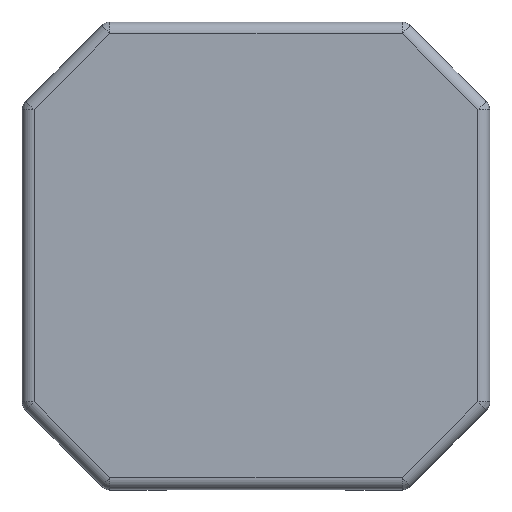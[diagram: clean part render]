
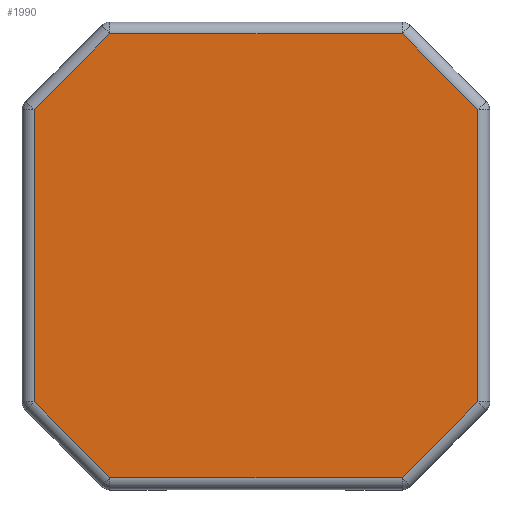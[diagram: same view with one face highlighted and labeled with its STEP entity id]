
A CAD part, top view. The second image highlights one B-rep face of the part: STEP entity #1990.
In plain terms, the highlighted planar face has unit normal (0, 0, 1).
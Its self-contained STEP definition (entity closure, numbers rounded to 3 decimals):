
#48 = ORIENTED_EDGE ( 'NONE', *, *, #1800, .T. ) ;
#57 = LINE ( 'NONE', #1766, #2415 ) ;
#104 = LINE ( 'NONE', #558, #2167 ) ;
#124 = PLANE ( 'NONE',  #556 ) ;
#181 = DIRECTION ( 'NONE',  ( -0.707, 0.707, 0. ) ) ;
#188 = VERTEX_POINT ( 'NONE', #2301 ) ;
#194 = VECTOR ( 'NONE', #2367, 1000. ) ;
#198 = CARTESIAN_POINT ( 'NONE',  ( 1.875, -1.234, 1.8 ) ) ;
#244 = VERTEX_POINT ( 'NONE', #634 ) ;
#288 = EDGE_LOOP ( 'NONE', ( #2630, #48, #1823, #1265, #2151, #2606, #291, #1534 ) ) ;
#291 = ORIENTED_EDGE ( 'NONE', *, *, #1984, .F. ) ;
#302 = DIRECTION ( 'NONE',  ( 0., 1., 0. ) ) ;
#310 = EDGE_CURVE ( 'NONE', #1434, #244, #390, .T. ) ;
#358 = DIRECTION ( 'NONE',  ( -0.707, -0.707, 0. ) ) ;
#390 = LINE ( 'NONE', #1811, #928 ) ;
#391 = CARTESIAN_POINT ( 'NONE',  ( 1.875, 1.234, 1.8 ) ) ;
#556 = AXIS2_PLACEMENT_3D ( 'NONE', #2948, #1515, #2222 ) ;
#558 = CARTESIAN_POINT ( 'NONE',  ( 1.634, 1.875, 1.8 ) ) ;
#571 = LINE ( 'NONE', #2784, #992 ) ;
#607 = CARTESIAN_POINT ( 'NONE',  ( -1.234, 1.875, 1.8 ) ) ;
#634 = CARTESIAN_POINT ( 'NONE',  ( -1.875, -1.234, 1.8 ) ) ;
#640 = VERTEX_POINT ( 'NONE', #198 ) ;
#738 = CARTESIAN_POINT ( 'NONE',  ( -1.234, 1.875, 1.8 ) ) ;
#779 = CARTESIAN_POINT ( 'NONE',  ( 1.875, -1.634, 1.8 ) ) ;
#794 = CARTESIAN_POINT ( 'NONE',  ( -1.234, -1.875, 1.8 ) ) ;
#815 = DIRECTION ( 'NONE',  ( 0., -1., 0. ) ) ;
#830 = LINE ( 'NONE', #738, #194 ) ;
#928 = VECTOR ( 'NONE', #181, 1000. ) ;
#945 = FACE_OUTER_BOUND ( 'NONE', #288, .T. ) ;
#992 = VECTOR ( 'NONE', #1369, 1000. ) ;
#1016 = EDGE_CURVE ( 'NONE', #188, #2566, #1745, .T. ) ;
#1078 = CARTESIAN_POINT ( 'NONE',  ( -1.875, 1.234, 1.8 ) ) ;
#1238 = VERTEX_POINT ( 'NONE', #1078 ) ;
#1265 = ORIENTED_EDGE ( 'NONE', *, *, #310, .F. ) ;
#1369 = DIRECTION ( 'NONE',  ( -1., 0., 0. ) ) ;
#1371 = CARTESIAN_POINT ( 'NONE',  ( 2.158, 0.951, 1.8 ) ) ;
#1405 = EDGE_CURVE ( 'NONE', #244, #1238, #2294, .T. ) ;
#1434 = VERTEX_POINT ( 'NONE', #794 ) ;
#1515 = DIRECTION ( 'NONE',  ( 0., 0., 1. ) ) ;
#1534 = ORIENTED_EDGE ( 'NONE', *, *, #1016, .F. ) ;
#1556 = EDGE_CURVE ( 'NONE', #2478, #1434, #571, .T. ) ;
#1745 = LINE ( 'NONE', #1371, #3045 ) ;
#1766 = CARTESIAN_POINT ( 'NONE',  ( 0.951, -2.158, 1.8 ) ) ;
#1800 = EDGE_CURVE ( 'NONE', #2082, #1238, #830, .T. ) ;
#1811 = CARTESIAN_POINT ( 'NONE',  ( -2.158, -0.951, 1.8 ) ) ;
#1823 = ORIENTED_EDGE ( 'NONE', *, *, #1405, .F. ) ;
#1851 = LINE ( 'NONE', #779, #2559 ) ;
#1855 = VECTOR ( 'NONE', #302, 1000. ) ;
#1984 = EDGE_CURVE ( 'NONE', #2566, #640, #1851, .T. ) ;
#1990 = ADVANCED_FACE ( 'NONE', ( #945 ), #124, .T. ) ;
#2001 = EDGE_CURVE ( 'NONE', #640, #2478, #57, .T. ) ;
#2082 = VERTEX_POINT ( 'NONE', #607 ) ;
#2151 = ORIENTED_EDGE ( 'NONE', *, *, #1556, .F. ) ;
#2167 = VECTOR ( 'NONE', #2213, 1000. ) ;
#2213 = DIRECTION ( 'NONE',  ( 1., 0., 0. ) ) ;
#2222 = DIRECTION ( 'NONE',  ( 1., 0., 0. ) ) ;
#2294 = LINE ( 'NONE', #2903, #1855 ) ;
#2301 = CARTESIAN_POINT ( 'NONE',  ( 1.234, 1.875, 1.8 ) ) ;
#2367 = DIRECTION ( 'NONE',  ( -0.707, -0.707, 0. ) ) ;
#2415 = VECTOR ( 'NONE', #358, 1000. ) ;
#2478 = VERTEX_POINT ( 'NONE', #2852 ) ;
#2559 = VECTOR ( 'NONE', #815, 1000. ) ;
#2566 = VERTEX_POINT ( 'NONE', #391 ) ;
#2606 = ORIENTED_EDGE ( 'NONE', *, *, #2001, .F. ) ;
#2630 = ORIENTED_EDGE ( 'NONE', *, *, #2954, .F. ) ;
#2784 = CARTESIAN_POINT ( 'NONE',  ( -1.634, -1.875, 1.8 ) ) ;
#2852 = CARTESIAN_POINT ( 'NONE',  ( 1.234, -1.875, 1.8 ) ) ;
#2903 = CARTESIAN_POINT ( 'NONE',  ( -1.875, 1.634, 1.8 ) ) ;
#2948 = CARTESIAN_POINT ( 'NONE',  ( 0., 0., 1.8 ) ) ;
#2954 = EDGE_CURVE ( 'NONE', #2082, #188, #104, .T. ) ;
#3025 = DIRECTION ( 'NONE',  ( 0.707, -0.707, 0. ) ) ;
#3045 = VECTOR ( 'NONE', #3025, 1000. ) ;
